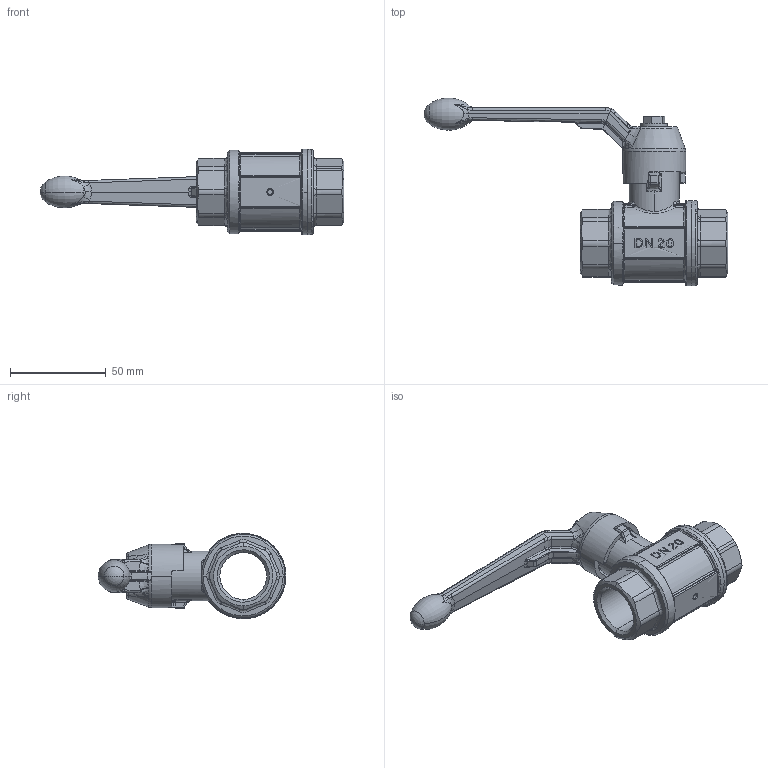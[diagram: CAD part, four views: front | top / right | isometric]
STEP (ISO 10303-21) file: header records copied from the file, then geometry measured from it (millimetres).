
FILE_DESCRIPTION (( 'STEP AP214' ), '1' );
FILE_NAME ('2351N205.STEP', '2021-03-08T12:03:04', ( '' ), ( '' ), 'SwSTEP 2.0', 'SolidWorks 2021', '' );
FILE_SCHEMA (( 'AUTOMOTIVE_DESIGN' ));
Length unit declared in the file: millimetre
Products named in the file (1): 2351N205
Bounding box: 158.53 x 97.94 x 44.44 mm (x, y, z)
Surface area: 27196.9 mm2 (no closed solid volume)
Topology: 0 solids, 18 shells, 691 faces, 2079 edges, 1335 vertices
Faces by surface type: bspline 243, plane 236, cylinder 121, torus 41, cone 40, sphere 10
Entity records: 33896 total; most frequent: CARTESIAN_POINT 21107, ORIENTED_EDGE 3584, EDGE_CURVE 2047, B_SPLINE_CURVE_WITH_KNOTS 1868, VERTEX_POINT 1335, DIRECTION 892, EDGE_LOOP 709, FACE_OUTER_BOUND 688
